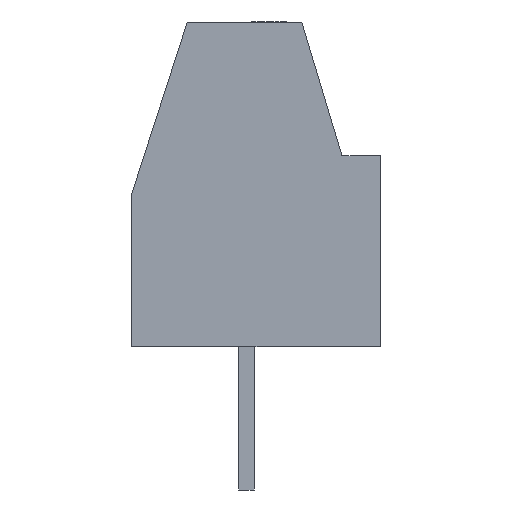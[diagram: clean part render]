
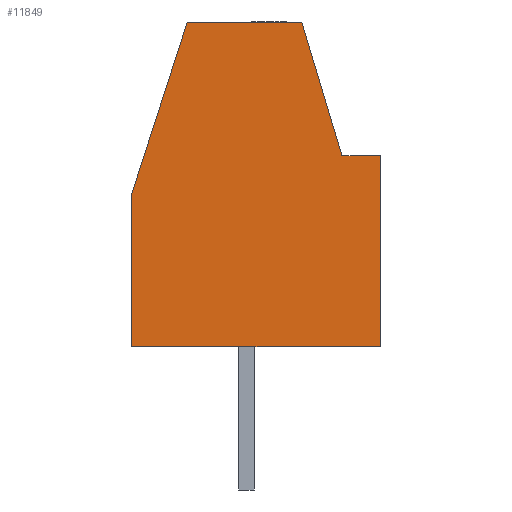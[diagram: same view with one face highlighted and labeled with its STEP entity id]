
A CAD part, left-side view. The second image highlights one B-rep face of the part: STEP entity #11849.
In plain terms, the highlighted planar face has unit normal (-1, 0, 0).
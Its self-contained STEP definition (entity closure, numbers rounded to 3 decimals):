
#10290 = VERTEX_POINT('',#10291);
#10291 = CARTESIAN_POINT('',(0.,-3.5,0.)
  );
#10300 = PLANE('',#10301);
#10301 = AXIS2_PLACEMENT_3D('',#10302,#10303,#10304);
#10302 = CARTESIAN_POINT('',(0.,-3.5,0.)
  );
#10303 = DIRECTION('',(0.,-1.,0.));
#10304 = DIRECTION('',(0.,0.,1.));
#10312 = PLANE('',#10313);
#10313 = AXIS2_PLACEMENT_3D('',#10314,#10315,#10316);
#10314 = CARTESIAN_POINT('',(0.,-3.5,0.)
  );
#10315 = DIRECTION('',(0.,0.,1.));
#10316 = DIRECTION('',(0.,1.,0.));
#10353 = VERTEX_POINT('',#10354);
#10354 = CARTESIAN_POINT('',(0.,-3.5,5.));
#10368 = PLANE('',#10369);
#10369 = AXIS2_PLACEMENT_3D('',#10370,#10371,#10372);
#10370 = CARTESIAN_POINT('',(0.,-3.5,5.));
#10371 = DIRECTION('',(0.,0.,1.));
#10372 = DIRECTION('',(0.,1.,0.));
#10380 = EDGE_CURVE('',#10290,#10353,#10381,.T.);
#10381 = SURFACE_CURVE('',#10382,(#10386,#10393),.PCURVE_S1.);
#10382 = LINE('',#10383,#10384);
#10383 = CARTESIAN_POINT('',(0.,-3.5,0.)
  );
#10384 = VECTOR('',#10385,1.);
#10385 = DIRECTION('',(0.,0.,1.));
#10386 = PCURVE('',#10300,#10387);
#10387 = DEFINITIONAL_REPRESENTATION('',(#10388),#10392);
#10388 = LINE('',#10389,#10390);
#10389 = CARTESIAN_POINT('',(0.,0.));
#10390 = VECTOR('',#10391,1.);
#10391 = DIRECTION('',(1.,0.));
#10392 = ( GEOMETRIC_REPRESENTATION_CONTEXT(2) 
PARAMETRIC_REPRESENTATION_CONTEXT() REPRESENTATION_CONTEXT('2D SPACE',''
  ) );
#10393 = PCURVE('',#10394,#10399);
#10394 = PLANE('',#10395);
#10395 = AXIS2_PLACEMENT_3D('',#10396,#10397,#10398);
#10396 = CARTESIAN_POINT('',(0.,-0.231,
    3.774));
#10397 = DIRECTION('',(1.,0.,0.));
#10398 = DIRECTION('',(0.,0.,1.));
#10399 = DEFINITIONAL_REPRESENTATION('',(#10400),#10404);
#10400 = LINE('',#10401,#10402);
#10401 = CARTESIAN_POINT('',(-3.774,3.269));
#10402 = VECTOR('',#10403,1.);
#10403 = DIRECTION('',(1.,0.));
#10404 = ( GEOMETRIC_REPRESENTATION_CONTEXT(2) 
PARAMETRIC_REPRESENTATION_CONTEXT() REPRESENTATION_CONTEXT('2D SPACE',''
  ) );
#11802 = VERTEX_POINT('',#11803);
#11803 = CARTESIAN_POINT('',(0.,3.,0.)
  );
#11817 = PLANE('',#11818);
#11818 = AXIS2_PLACEMENT_3D('',#11819,#11820,#11821);
#11819 = CARTESIAN_POINT('',(0.,3.,0.)
  );
#11820 = DIRECTION('',(0.,-1.,0.));
#11821 = DIRECTION('',(0.,0.,1.));
#11829 = EDGE_CURVE('',#10290,#11802,#11830,.T.);
#11830 = SURFACE_CURVE('',#11831,(#11835,#11842),.PCURVE_S1.);
#11831 = LINE('',#11832,#11833);
#11832 = CARTESIAN_POINT('',(0.,-3.5,0.)
  );
#11833 = VECTOR('',#11834,1.);
#11834 = DIRECTION('',(0.,1.,0.));
#11835 = PCURVE('',#10312,#11836);
#11836 = DEFINITIONAL_REPRESENTATION('',(#11837),#11841);
#11837 = LINE('',#11838,#11839);
#11838 = CARTESIAN_POINT('',(0.,0.));
#11839 = VECTOR('',#11840,1.);
#11840 = DIRECTION('',(1.,0.));
#11841 = ( GEOMETRIC_REPRESENTATION_CONTEXT(2) 
PARAMETRIC_REPRESENTATION_CONTEXT() REPRESENTATION_CONTEXT('2D SPACE',''
  ) );
#11842 = PCURVE('',#10394,#11843);
#11843 = DEFINITIONAL_REPRESENTATION('',(#11844),#11848);
#11844 = LINE('',#11845,#11846);
#11845 = CARTESIAN_POINT('',(-3.774,3.269));
#11846 = VECTOR('',#11847,1.);
#11847 = DIRECTION('',(0.,-1.));
#11848 = ( GEOMETRIC_REPRESENTATION_CONTEXT(2) 
PARAMETRIC_REPRESENTATION_CONTEXT() REPRESENTATION_CONTEXT('2D SPACE',''
  ) );
#11849 = ADVANCED_FACE('',(#11850),#10394,.F.);
#11850 = FACE_BOUND('',#11851,.F.);
#11851 = EDGE_LOOP('',(#11852,#11853,#11854,#11877,#11905,#11933,#11961)
  );
#11852 = ORIENTED_EDGE('',*,*,#10380,.F.);
#11853 = ORIENTED_EDGE('',*,*,#11829,.T.);
#11854 = ORIENTED_EDGE('',*,*,#11855,.T.);
#11855 = EDGE_CURVE('',#11802,#11856,#11858,.T.);
#11856 = VERTEX_POINT('',#11857);
#11857 = CARTESIAN_POINT('',(0.,3.,4.));
#11858 = SURFACE_CURVE('',#11859,(#11863,#11870),.PCURVE_S1.);
#11859 = LINE('',#11860,#11861);
#11860 = CARTESIAN_POINT('',(0.,3.,0.));
#11861 = VECTOR('',#11862,1.);
#11862 = DIRECTION('',(0.,0.,1.));
#11863 = PCURVE('',#10394,#11864);
#11864 = DEFINITIONAL_REPRESENTATION('',(#11865),#11869);
#11865 = LINE('',#11866,#11867);
#11866 = CARTESIAN_POINT('',(-3.774,-3.231));
#11867 = VECTOR('',#11868,1.);
#11868 = DIRECTION('',(1.,0.));
#11869 = ( GEOMETRIC_REPRESENTATION_CONTEXT(2) 
PARAMETRIC_REPRESENTATION_CONTEXT() REPRESENTATION_CONTEXT('2D SPACE',''
  ) );
#11870 = PCURVE('',#11817,#11871);
#11871 = DEFINITIONAL_REPRESENTATION('',(#11872),#11876);
#11872 = LINE('',#11873,#11874);
#11873 = CARTESIAN_POINT('',(0.,0.));
#11874 = VECTOR('',#11875,1.);
#11875 = DIRECTION('',(1.,0.));
#11876 = ( GEOMETRIC_REPRESENTATION_CONTEXT(2) 
PARAMETRIC_REPRESENTATION_CONTEXT() REPRESENTATION_CONTEXT('2D SPACE',''
  ) );
#11877 = ORIENTED_EDGE('',*,*,#11878,.F.);
#11878 = EDGE_CURVE('',#11879,#11856,#11881,.T.);
#11879 = VERTEX_POINT('',#11880);
#11880 = CARTESIAN_POINT('',(0.,1.551,8.5));
#11881 = SURFACE_CURVE('',#11882,(#11886,#11893),.PCURVE_S1.);
#11882 = LINE('',#11883,#11884);
#11883 = CARTESIAN_POINT('',(0.,1.551,8.5));
#11884 = VECTOR('',#11885,1.);
#11885 = DIRECTION('',(0.,0.307,-0.952
    ));
#11886 = PCURVE('',#10394,#11887);
#11887 = DEFINITIONAL_REPRESENTATION('',(#11888),#11892);
#11888 = LINE('',#11889,#11890);
#11889 = CARTESIAN_POINT('',(4.726,-1.781));
#11890 = VECTOR('',#11891,1.);
#11891 = DIRECTION('',(-0.952,-0.307));
#11892 = ( GEOMETRIC_REPRESENTATION_CONTEXT(2) 
PARAMETRIC_REPRESENTATION_CONTEXT() REPRESENTATION_CONTEXT('2D SPACE',''
  ) );
#11893 = PCURVE('',#11894,#11899);
#11894 = PLANE('',#11895);
#11895 = AXIS2_PLACEMENT_3D('',#11896,#11897,#11898);
#11896 = CARTESIAN_POINT('',(0.,1.551,8.5));
#11897 = DIRECTION('',(0.,0.952,0.307
    ));
#11898 = DIRECTION('',(0.,0.307,-0.952)
  );
#11899 = DEFINITIONAL_REPRESENTATION('',(#11900),#11904);
#11900 = LINE('',#11901,#11902);
#11901 = CARTESIAN_POINT('',(0.,0.));
#11902 = VECTOR('',#11903,1.);
#11903 = DIRECTION('',(1.,0.));
#11904 = ( GEOMETRIC_REPRESENTATION_CONTEXT(2) 
PARAMETRIC_REPRESENTATION_CONTEXT() REPRESENTATION_CONTEXT('2D SPACE',''
  ) );
#11905 = ORIENTED_EDGE('',*,*,#11906,.F.);
#11906 = EDGE_CURVE('',#11907,#11879,#11909,.T.);
#11907 = VERTEX_POINT('',#11908);
#11908 = CARTESIAN_POINT('',(0.,-1.449,8.5));
#11909 = SURFACE_CURVE('',#11910,(#11914,#11921),.PCURVE_S1.);
#11910 = LINE('',#11911,#11912);
#11911 = CARTESIAN_POINT('',(0.,-1.449,8.5));
#11912 = VECTOR('',#11913,1.);
#11913 = DIRECTION('',(0.,1.,0.));
#11914 = PCURVE('',#10394,#11915);
#11915 = DEFINITIONAL_REPRESENTATION('',(#11916),#11920);
#11916 = LINE('',#11917,#11918);
#11917 = CARTESIAN_POINT('',(4.726,1.219));
#11918 = VECTOR('',#11919,1.);
#11919 = DIRECTION('',(0.,-1.));
#11920 = ( GEOMETRIC_REPRESENTATION_CONTEXT(2) 
PARAMETRIC_REPRESENTATION_CONTEXT() REPRESENTATION_CONTEXT('2D SPACE',''
  ) );
#11921 = PCURVE('',#11922,#11927);
#11922 = PLANE('',#11923);
#11923 = AXIS2_PLACEMENT_3D('',#11924,#11925,#11926);
#11924 = CARTESIAN_POINT('',(0.,-1.449,8.5));
#11925 = DIRECTION('',(0.,0.,1.));
#11926 = DIRECTION('',(0.,1.,0.));
#11927 = DEFINITIONAL_REPRESENTATION('',(#11928),#11932);
#11928 = LINE('',#11929,#11930);
#11929 = CARTESIAN_POINT('',(0.,0.));
#11930 = VECTOR('',#11931,1.);
#11931 = DIRECTION('',(1.,0.));
#11932 = ( GEOMETRIC_REPRESENTATION_CONTEXT(2) 
PARAMETRIC_REPRESENTATION_CONTEXT() REPRESENTATION_CONTEXT('2D SPACE',''
  ) );
#11933 = ORIENTED_EDGE('',*,*,#11934,.F.);
#11934 = EDGE_CURVE('',#11935,#11907,#11937,.T.);
#11935 = VERTEX_POINT('',#11936);
#11936 = CARTESIAN_POINT('',(0.,-2.5,5.));
#11937 = SURFACE_CURVE('',#11938,(#11942,#11949),.PCURVE_S1.);
#11938 = LINE('',#11939,#11940);
#11939 = CARTESIAN_POINT('',(0.,-2.5,5.));
#11940 = VECTOR('',#11941,1.);
#11941 = DIRECTION('',(0.,0.288,0.958)
  );
#11942 = PCURVE('',#10394,#11943);
#11943 = DEFINITIONAL_REPRESENTATION('',(#11944),#11948);
#11944 = LINE('',#11945,#11946);
#11945 = CARTESIAN_POINT('',(1.226,2.269));
#11946 = VECTOR('',#11947,1.);
#11947 = DIRECTION('',(0.958,-0.288));
#11948 = ( GEOMETRIC_REPRESENTATION_CONTEXT(2) 
PARAMETRIC_REPRESENTATION_CONTEXT() REPRESENTATION_CONTEXT('2D SPACE',''
  ) );
#11949 = PCURVE('',#11950,#11955);
#11950 = PLANE('',#11951);
#11951 = AXIS2_PLACEMENT_3D('',#11952,#11953,#11954);
#11952 = CARTESIAN_POINT('',(0.,-2.5,5.));
#11953 = DIRECTION('',(0.,-0.958,0.288
    ));
#11954 = DIRECTION('',(0.,0.288,0.958)
  );
#11955 = DEFINITIONAL_REPRESENTATION('',(#11956),#11960);
#11956 = LINE('',#11957,#11958);
#11957 = CARTESIAN_POINT('',(0.,0.));
#11958 = VECTOR('',#11959,1.);
#11959 = DIRECTION('',(1.,0.));
#11960 = ( GEOMETRIC_REPRESENTATION_CONTEXT(2) 
PARAMETRIC_REPRESENTATION_CONTEXT() REPRESENTATION_CONTEXT('2D SPACE',''
  ) );
#11961 = ORIENTED_EDGE('',*,*,#11962,.F.);
#11962 = EDGE_CURVE('',#10353,#11935,#11963,.T.);
#11963 = SURFACE_CURVE('',#11964,(#11968,#11975),.PCURVE_S1.);
#11964 = LINE('',#11965,#11966);
#11965 = CARTESIAN_POINT('',(0.,-3.5,5.));
#11966 = VECTOR('',#11967,1.);
#11967 = DIRECTION('',(0.,1.,0.));
#11968 = PCURVE('',#10394,#11969);
#11969 = DEFINITIONAL_REPRESENTATION('',(#11970),#11974);
#11970 = LINE('',#11971,#11972);
#11971 = CARTESIAN_POINT('',(1.226,3.269));
#11972 = VECTOR('',#11973,1.);
#11973 = DIRECTION('',(0.,-1.));
#11974 = ( GEOMETRIC_REPRESENTATION_CONTEXT(2) 
PARAMETRIC_REPRESENTATION_CONTEXT() REPRESENTATION_CONTEXT('2D SPACE',''
  ) );
#11975 = PCURVE('',#10368,#11976);
#11976 = DEFINITIONAL_REPRESENTATION('',(#11977),#11981);
#11977 = LINE('',#11978,#11979);
#11978 = CARTESIAN_POINT('',(0.,0.));
#11979 = VECTOR('',#11980,1.);
#11980 = DIRECTION('',(1.,0.));
#11981 = ( GEOMETRIC_REPRESENTATION_CONTEXT(2) 
PARAMETRIC_REPRESENTATION_CONTEXT() REPRESENTATION_CONTEXT('2D SPACE',''
  ) );
